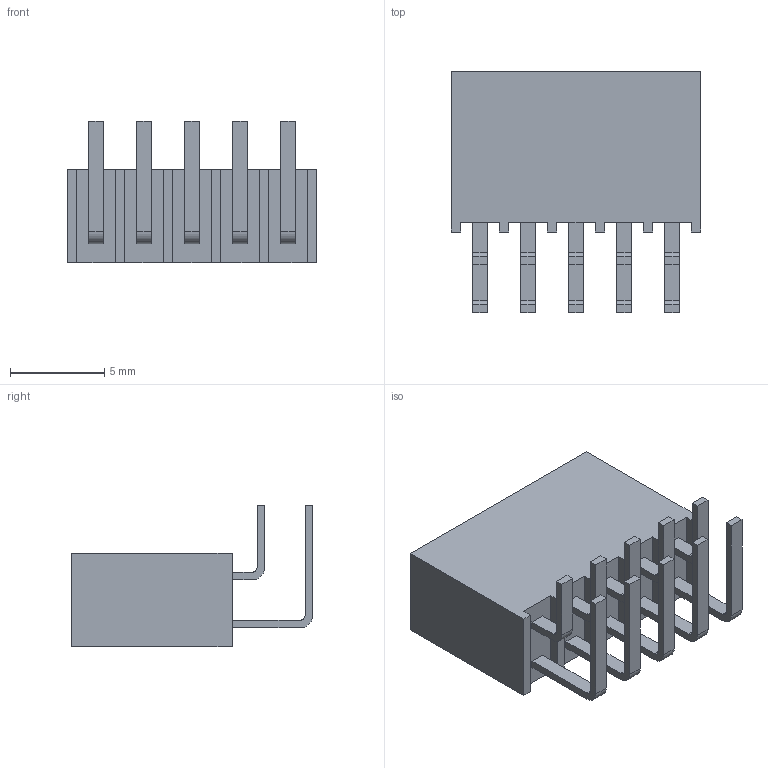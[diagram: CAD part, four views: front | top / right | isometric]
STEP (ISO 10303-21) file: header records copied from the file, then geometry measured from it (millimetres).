
FILE_DESCRIPTION(('STEP AP214'),'1');
FILE_NAME('ssw-105-02-t-d-ra.stp','2019-07-23T06:49:39',('TraceParts'),('TraceParts S.A.'),'Spatial InterOp 3D',' ',' ');
FILE_SCHEMA(('AUTOMOTIVE_DESIGN { 1 0 10303 214 1 1 1 1 }'));
Length unit declared in the file: millimetre
Products named in the file (1): ssw-105-02-t-d-ra
Bounding box: 13.21 x 12.78 x 7.49 mm (x, y, z)
Volume: 507.6 mm3; surface area: 880.3 mm2
Topology: 1 solids, 1 shells, 206 faces, 512 edges, 328 vertices
Faces by surface type: plane 186, cylinder 20
Entity records: 7640 total; most frequent: CARTESIAN_POINT 1047, ORIENTED_EDGE 1024, DIRECTION 966, EDGE_CURVE 512, LINE 472, VECTOR 472, VERTEX_POINT 328, AXIS2_PLACEMENT_3D 247
